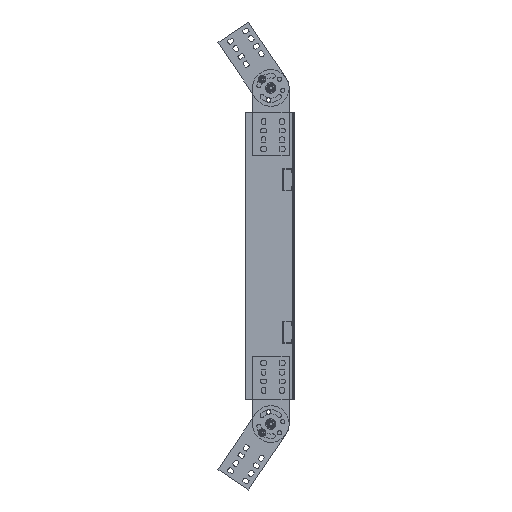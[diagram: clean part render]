
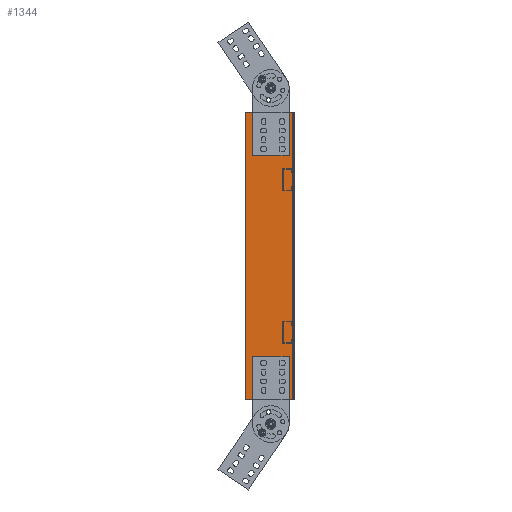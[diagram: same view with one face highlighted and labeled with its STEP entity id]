
A CAD part, left-side view. The second image highlights one B-rep face of the part: STEP entity #1344.
In plain terms, the highlighted planar face has unit normal (-1, 0, 0).
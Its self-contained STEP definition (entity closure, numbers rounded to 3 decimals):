
#260 = CARTESIAN_POINT ( 'NONE',  ( -384.243, -13.633, -235. ) ) ;
#754 = CARTESIAN_POINT ( 'NONE',  ( -384.243, 58.367, -235. ) ) ;
#795 = CARTESIAN_POINT ( 'NONE',  ( -384.243, -13.633, 235. ) ) ;
#845 = CARTESIAN_POINT ( 'NONE',  ( -384.243, 46.367, 235. ) ) ;
#949 = CARTESIAN_POINT ( 'NONE',  ( -384.243, 46.367, 165. ) ) ;
#1344 = ADVANCED_FACE ( 'NONE', ( #4983 ), #7266, .F. ) ;
#2095 = EDGE_CURVE ( 'NONE', #25071, #20939, #2678, .T. ) ;
#2103 = EDGE_CURVE ( 'NONE', #20902, #20830, #2660, .T. ) ;
#2247 = EDGE_CURVE ( 'NONE', #20830, #25071, #11038, .T. ) ;
#2254 = EDGE_CURVE ( 'NONE', #20902, #24241, #11029, .T. ) ;
#2255 = EDGE_CURVE ( 'NONE', #24257, #20939, #11027, .T. ) ;
#2263 = EDGE_CURVE ( 'NONE', #25090, #21327, #11012, .T. ) ;
#2264 = EDGE_CURVE ( 'NONE', #24546, #20969, #11011, .T. ) ;
#2273 = EDGE_CURVE ( 'NONE', #20969, #24241, #10994, .T. ) ;
#2274 = EDGE_CURVE ( 'NONE', #25090, #24257, #10992, .T. ) ;
#2658 = VECTOR ( 'NONE', #6591, 1000. ) ;
#2660 = LINE ( 'NONE', #6595, #2658 ) ;
#2675 = VECTOR ( 'NONE', #6617, 1000. ) ;
#2678 = LINE ( 'NONE', #6619, #2675 ) ;
#4013 = CARTESIAN_POINT ( 'NONE',  ( -384.243, -19.833, -235. ) ) ;
#4025 = CARTESIAN_POINT ( 'NONE',  ( -384.243, -13.633, 165. ) ) ;
#4265 = CARTESIAN_POINT ( 'NONE',  ( -384.243, -13.633, -165. ) ) ;
#4396 = CARTESIAN_POINT ( 'NONE',  ( -384.243, 46.367, -235. ) ) ;
#4419 = CARTESIAN_POINT ( 'NONE',  ( -384.243, 46.367, -165. ) ) ;
#4660 = CARTESIAN_POINT ( 'NONE',  ( -384.243, -19.833, 235. ) ) ;
#4671 = CARTESIAN_POINT ( 'NONE',  ( -384.243, 58.367, 235. ) ) ;
#4983 = FACE_OUTER_BOUND ( 'NONE', #23224, .T. ) ;
#6591 = DIRECTION ( 'NONE',  ( 0., 0., -1. ) ) ;
#6595 = CARTESIAN_POINT ( 'NONE',  ( -384.243, 46.367, 29.5 ) ) ;
#6617 = DIRECTION ( 'NONE',  ( 0., 0., 1. ) ) ;
#6619 = CARTESIAN_POINT ( 'NONE',  ( -384.243, -13.633, 29.5 ) ) ;
#7258 = DIRECTION ( 'NONE',  ( 0., -1., 0. ) ) ;
#7261 = DIRECTION ( 'NONE',  ( 1., 0., 0. ) ) ;
#7266 = PLANE ( 'NONE',  #19391 ) ;
#7295 = CARTESIAN_POINT ( 'NONE',  ( -384.243, 58.367, -235. ) ) ;
#10989 = VECTOR ( 'NONE', #13613, 1000. ) ;
#10991 = VECTOR ( 'NONE', #13623, 1000. ) ;
#10992 = LINE ( 'NONE', #13620, #10989 ) ;
#10994 = LINE ( 'NONE', #13627, #10991 ) ;
#11008 = VECTOR ( 'NONE', #13699, 1000. ) ;
#11010 = VECTOR ( 'NONE', #13732, 1000. ) ;
#11011 = LINE ( 'NONE', #13705, #11008 ) ;
#11012 = LINE ( 'NONE', #13745, #11010 ) ;
#11022 = VECTOR ( 'NONE', #13781, 1000. ) ;
#11024 = VECTOR ( 'NONE', #13793, 1000. ) ;
#11027 = LINE ( 'NONE', #13799, #11022 ) ;
#11029 = LINE ( 'NONE', #13807, #11024 ) ;
#11036 = VECTOR ( 'NONE', #13835, 1000. ) ;
#11038 = LINE ( 'NONE', #13874, #11036 ) ;
#13613 = DIRECTION ( 'NONE',  ( 0., 0., 1. ) ) ;
#13620 = CARTESIAN_POINT ( 'NONE',  ( -384.243, -19.833, -235. ) ) ;
#13623 = DIRECTION ( 'NONE',  ( 0., 0., 1. ) ) ;
#13627 = CARTESIAN_POINT ( 'NONE',  ( -384.243, 58.367, -235. ) ) ;
#13699 = DIRECTION ( 'NONE',  ( 0., 1., 0. ) ) ;
#13705 = CARTESIAN_POINT ( 'NONE',  ( -384.243, 58.367, -235. ) ) ;
#13732 = DIRECTION ( 'NONE',  ( 0., 1., 0. ) ) ;
#13745 = CARTESIAN_POINT ( 'NONE',  ( -384.243, 58.367, -235. ) ) ;
#13781 = DIRECTION ( 'NONE',  ( 0., 1., 0. ) ) ;
#13793 = DIRECTION ( 'NONE',  ( 0., 1., 0. ) ) ;
#13799 = CARTESIAN_POINT ( 'NONE',  ( -384.243, 58.367, 235. ) ) ;
#13807 = CARTESIAN_POINT ( 'NONE',  ( -384.243, 58.367, 235. ) ) ;
#13835 = DIRECTION ( 'NONE',  ( 0., -1., 0. ) ) ;
#13874 = CARTESIAN_POINT ( 'NONE',  ( -384.243, 261.73, 165. ) ) ;
#15956 = ORIENTED_EDGE ( 'NONE', *, *, #19497, .T. ) ;
#15957 = ORIENTED_EDGE ( 'NONE', *, *, #2264, .F. ) ;
#15959 = ORIENTED_EDGE ( 'NONE', *, *, #2273, .F. ) ;
#15961 = ORIENTED_EDGE ( 'NONE', *, *, #2254, .T. ) ;
#15962 = ORIENTED_EDGE ( 'NONE', *, *, #2103, .F. ) ;
#15963 = ORIENTED_EDGE ( 'NONE', *, *, #2247, .F. ) ;
#15965 = ORIENTED_EDGE ( 'NONE', *, *, #2095, .F. ) ;
#15966 = ORIENTED_EDGE ( 'NONE', *, *, #2255, .T. ) ;
#15968 = ORIENTED_EDGE ( 'NONE', *, *, #2274, .T. ) ;
#15970 = ORIENTED_EDGE ( 'NONE', *, *, #2263, .F. ) ;
#15972 = ORIENTED_EDGE ( 'NONE', *, *, #19491, .T. ) ;
#15973 = ORIENTED_EDGE ( 'NONE', *, *, #19608, .T. ) ;
#17014 = VECTOR ( 'NONE', #24848, 1000. ) ;
#17016 = LINE ( 'NONE', #24874, #17014 ) ;
#17193 = VECTOR ( 'NONE', #25344, 1000. ) ;
#17200 = LINE ( 'NONE', #25354, #17193 ) ;
#17204 = VECTOR ( 'NONE', #25360, 1000. ) ;
#17209 = LINE ( 'NONE', #25367, #17204 ) ;
#19391 = AXIS2_PLACEMENT_3D ( 'NONE', #7295, #7261, #7258 ) ;
#19491 = EDGE_CURVE ( 'NONE', #24736, #21327, #17209, .T. ) ;
#19497 = EDGE_CURVE ( 'NONE', #24546, #24510, #17200, .T. ) ;
#19608 = EDGE_CURVE ( 'NONE', #24510, #24736, #17016, .T. ) ;
#20830 = VERTEX_POINT ( 'NONE', #949 ) ;
#20902 = VERTEX_POINT ( 'NONE', #845 ) ;
#20939 = VERTEX_POINT ( 'NONE', #795 ) ;
#20969 = VERTEX_POINT ( 'NONE', #754 ) ;
#21327 = VERTEX_POINT ( 'NONE', #260 ) ;
#23224 = EDGE_LOOP ( 'NONE', ( #15973, #15972, #15970, #15968, #15966, #15965, #15963, #15962, #15961, #15959, #15957, #15956 ) ) ;
#24241 = VERTEX_POINT ( 'NONE', #4671 ) ;
#24257 = VERTEX_POINT ( 'NONE', #4660 ) ;
#24510 = VERTEX_POINT ( 'NONE', #4419 ) ;
#24546 = VERTEX_POINT ( 'NONE', #4396 ) ;
#24736 = VERTEX_POINT ( 'NONE', #4265 ) ;
#24848 = DIRECTION ( 'NONE',  ( 0., -1., 0. ) ) ;
#24874 = CARTESIAN_POINT ( 'NONE',  ( -384.243, 261.73, -165. ) ) ;
#25071 = VERTEX_POINT ( 'NONE', #4025 ) ;
#25090 = VERTEX_POINT ( 'NONE', #4013 ) ;
#25344 = DIRECTION ( 'NONE',  ( 0., 0., 1. ) ) ;
#25354 = CARTESIAN_POINT ( 'NONE',  ( -384.243, 46.367, -29.5 ) ) ;
#25360 = DIRECTION ( 'NONE',  ( 0., 0., -1. ) ) ;
#25367 = CARTESIAN_POINT ( 'NONE',  ( -384.243, -13.633, -29.5 ) ) ;
